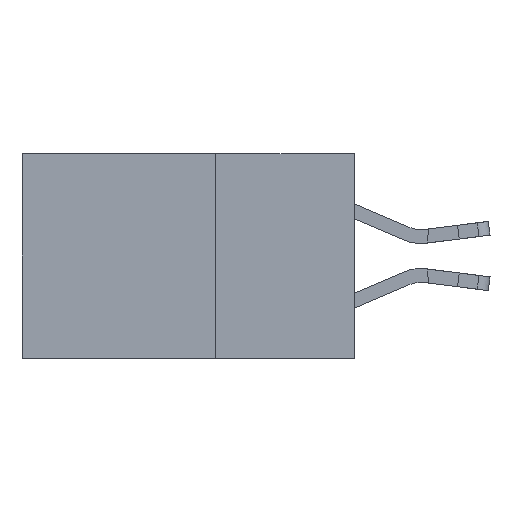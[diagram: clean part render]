
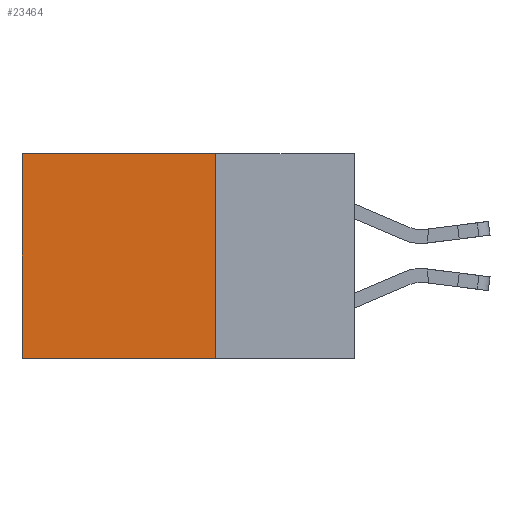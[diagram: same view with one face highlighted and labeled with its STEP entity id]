
A CAD part, left-side view. The second image highlights one B-rep face of the part: STEP entity #23464.
In plain terms, the highlighted planar face has unit normal (-1, 0, 0).
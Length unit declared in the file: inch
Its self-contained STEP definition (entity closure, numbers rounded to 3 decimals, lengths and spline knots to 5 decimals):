
#484 = VERTEX_POINT ( 'NONE', #16732 ) ;
#973 = VERTEX_POINT ( 'NONE', #4285 ) ;
#1506 = CARTESIAN_POINT ( 'NONE',  ( 0.298, 0.6, -0.37 ) ) ;
#2242 = CARTESIAN_POINT ( 'NONE',  ( 0.298, 0.25, -0.37 ) ) ;
#2609 = ORIENTED_EDGE ( 'NONE', *, *, #21706, .F. ) ;
#3666 = VECTOR ( 'NONE', #10333, 39.37008 ) ;
#3952 = EDGE_CURVE ( 'NONE', #10894, #484, #17505, .T. ) ;
#4285 = CARTESIAN_POINT ( 'NONE',  ( 0.298, 0.25, -0.37 ) ) ;
#5895 = VECTOR ( 'NONE', #17875, 39.37008 ) ;
#6634 = EDGE_LOOP ( 'NONE', ( #12944, #2609, #11847, #19675 ) ) ;
#7014 = LINE ( 'NONE', #2242, #3666 ) ;
#7814 = VECTOR ( 'NONE', #8791, 39.37008 ) ;
#7830 = FACE_OUTER_BOUND ( 'NONE', #6634, .T. ) ;
#8791 = DIRECTION ( 'NONE',  ( 0., 0., -1. ) ) ;
#10333 = DIRECTION ( 'NONE',  ( 0., 1., 0. ) ) ;
#10894 = VERTEX_POINT ( 'NONE', #14652 ) ;
#11199 = PLANE ( 'NONE',  #24196 ) ;
#11847 = ORIENTED_EDGE ( 'NONE', *, *, #20041, .F. ) ;
#12944 = ORIENTED_EDGE ( 'NONE', *, *, #23901, .T. ) ;
#13176 = DIRECTION ( 'NONE',  ( 0., 0., -1. ) ) ;
#14652 = CARTESIAN_POINT ( 'NONE',  ( 0.298, 0.25, 0. ) ) ;
#14796 = VECTOR ( 'NONE', #20243, 39.37008 ) ;
#16460 = CARTESIAN_POINT ( 'NONE',  ( 0.298, 0.6, 0. ) ) ;
#16676 = LINE ( 'NONE', #16460, #7814 ) ;
#16732 = CARTESIAN_POINT ( 'NONE',  ( 0.298, 0.6, 0. ) ) ;
#17147 = DIRECTION ( 'NONE',  ( 1., 0., 0. ) ) ;
#17505 = LINE ( 'NONE', #24140, #14796 ) ;
#17875 = DIRECTION ( 'NONE',  ( 0., 0., -1. ) ) ;
#19170 = CARTESIAN_POINT ( 'NONE',  ( 0.298, 0.25, 0. ) ) ;
#19675 = ORIENTED_EDGE ( 'NONE', *, *, #3952, .T. ) ;
#20041 = EDGE_CURVE ( 'NONE', #10894, #973, #20174, .T. ) ;
#20174 = LINE ( 'NONE', #19170, #5895 ) ;
#20243 = DIRECTION ( 'NONE',  ( 0., 1., 0. ) ) ;
#21099 = VERTEX_POINT ( 'NONE', #1506 ) ;
#21706 = EDGE_CURVE ( 'NONE', #973, #21099, #7014, .T. ) ;
#23464 = ADVANCED_FACE ( 'NONE', ( #7830 ), #11199, .F. ) ;
#23901 = EDGE_CURVE ( 'NONE', #484, #21099, #16676, .T. ) ;
#24140 = CARTESIAN_POINT ( 'NONE',  ( 0.298, 0.25, 0. ) ) ;
#24196 = AXIS2_PLACEMENT_3D ( 'NONE', #24784, #17147, #13176 ) ;
#24784 = CARTESIAN_POINT ( 'NONE',  ( 0.298, 0.25, 0. ) ) ;
